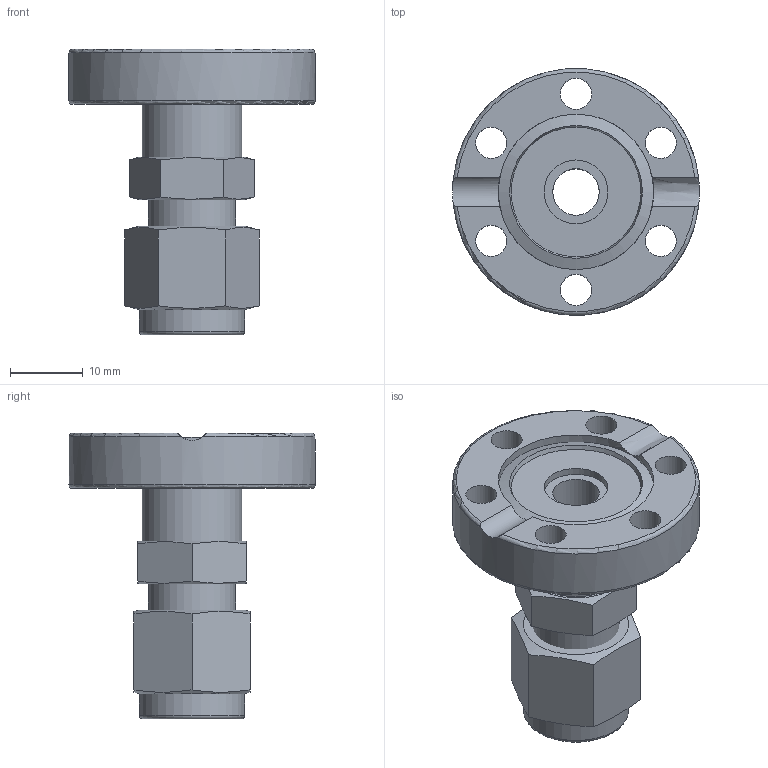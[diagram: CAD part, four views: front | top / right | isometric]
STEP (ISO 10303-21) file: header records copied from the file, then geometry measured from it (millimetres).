
FILE_DESCRIPTION((''),'2;1');
FILE_NAME('F16SWA8M-316.stp','2009-04-15T14:55:33',('hasers'),(''),'Autodesk Inventor 2008','Autodesk Inventor 2008','');
FILE_SCHEMA(('AUTOMOTIVE_DESIGN { 1 0 10303 214 1 1 1 1 }'));
Length unit declared in the file: millimetre
Products named in the file (5): F16SWA8M-316; CF-07 [Keywords [Summary]=1.4404][Company [Summary]=Vacom][Title [Summary]=F16]_5; CWC08M-4P; Koerper_4; Mutter
Assembly tree (4 placements, depth 3):
  F16SWA8M-316
    CF-07 [Keywords [Summary]=1.4404][Company [Summary]=Vacom][Title [Summary]=F16]_5
    CWC08M-4P
      Koerper_4
      Mutter
Bounding box: 34 x 33.97 x 39.37 mm (x, y, z)
Volume: 9962.4 mm3; surface area: 7110.2 mm2
Topology: 3 solids, 3 shells, 57 faces, 132 edges, 87 vertices
Faces by surface type: plane 25, bspline 12, cylinder 10, cone 6, torus 4
Full cylindrical faces by diameter (mm): 6.4 x1, 8 x2, 11.84 x1, 12 x1, 13.7 x1, 14.475 x1, 21.4 x1, 34 x1
Entity records: 1810 total; most frequent: CARTESIAN_POINT 590, DIRECTION 220, ORIENTED_EDGE 192, EDGE_LOOP 108, AXIS2_PLACEMENT_3D 102, EDGE_CURVE 96, VERTEX_POINT 78, FACE_OUTER_BOUND 57
